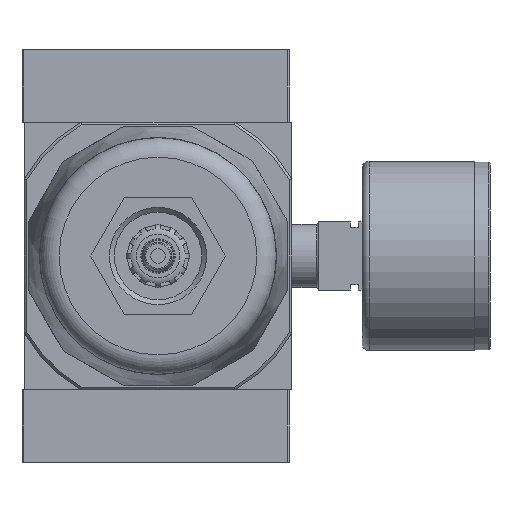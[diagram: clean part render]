
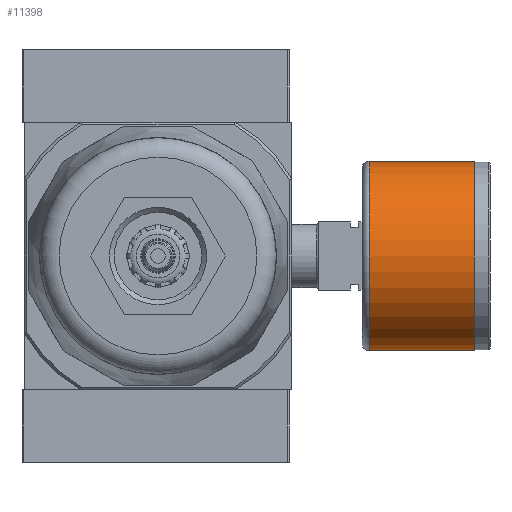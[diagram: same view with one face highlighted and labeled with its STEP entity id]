
A CAD part, front view. The second image highlights one B-rep face of the part: STEP entity #11398.
In plain terms, the highlighted cylindrical face has radius 19.5 mm (diameter 39 mm), a full revolution.
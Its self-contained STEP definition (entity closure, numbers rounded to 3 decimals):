
#1921=CIRCLE('',#12281,19.5);
#1922=CIRCLE('',#12283,19.5);
#3768=ORIENTED_EDGE('',*,*,#5589,.F.);
#3769=ORIENTED_EDGE('',*,*,#5590,.T.);
#5589=EDGE_CURVE('',#6643,#6643,#1921,.T.);
#5590=EDGE_CURVE('',#6644,#6644,#1922,.T.);
#6643=VERTEX_POINT('',#18091);
#6644=VERTEX_POINT('',#18094);
#7650=EDGE_LOOP('',(#3768));
#7651=EDGE_LOOP('',(#3769));
#8392=FACE_BOUND('',#7650,.T.);
#8393=FACE_BOUND('',#7651,.T.);
#8797=CYLINDRICAL_SURFACE('',#12282,19.5);
#11398=ADVANCED_FACE('',(#8392,#8393),#8797,.T.);
#12281=AXIS2_PLACEMENT_3D('',#18090,#14286,#14287);
#12282=AXIS2_PLACEMENT_3D('',#18092,#14288,#14289);
#12283=AXIS2_PLACEMENT_3D('',#18093,#14290,#14291);
#14286=DIRECTION('',(1.,0.,0.));
#14287=DIRECTION('',(0.,0.,-1.));
#14288=DIRECTION('',(1.,0.,0.));
#14289=DIRECTION('',(0.,0.,-1.));
#14290=DIRECTION('',(1.,0.,0.));
#14291=DIRECTION('',(0.,0.,-1.));
#18090=CARTESIAN_POINT('',(-3.2,0.,0.));
#18091=CARTESIAN_POINT('',(-3.2,0.,-19.5));
#18092=CARTESIAN_POINT('',(0.,0.,0.));
#18093=CARTESIAN_POINT('',(-24.85,0.,0.));
#18094=CARTESIAN_POINT('',(-24.85,0.,-19.5));
